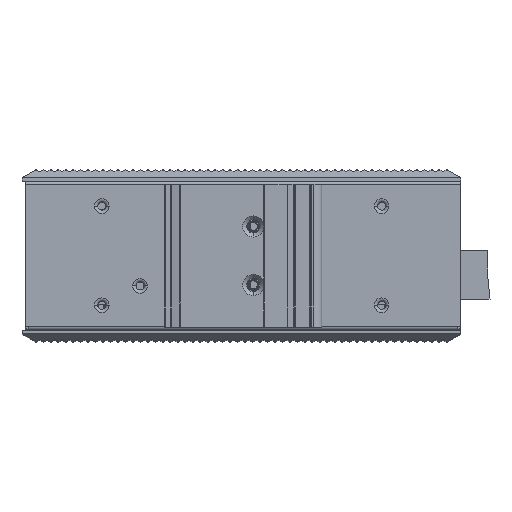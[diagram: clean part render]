
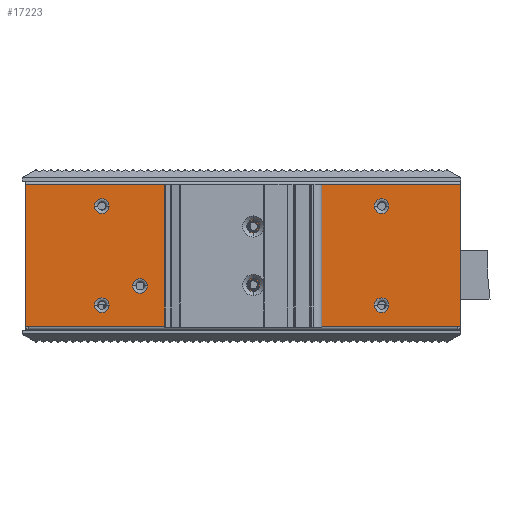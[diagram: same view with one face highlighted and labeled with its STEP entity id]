
A CAD part, top view. The second image highlights one B-rep face of the part: STEP entity #17223.
In plain terms, the highlighted planar face has unit normal (0, 0, 1).
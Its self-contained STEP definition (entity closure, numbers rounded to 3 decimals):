
#5891=DIRECTION('',(-1.,0.,0.));
#5892=VECTOR('',#5891,132.);
#5893=CARTESIAN_POINT('',(65.66,0.,46.3));
#5894=LINE('',#5893,#5892);
#5898=DIRECTION('',(1.,0.,0.));
#5899=VECTOR('',#5898,1.);
#5900=CARTESIAN_POINT('',(-67.34,0.,46.3));
#5901=LINE('',#5900,#5899);
#5905=DIRECTION('',(0.,-1.,0.));
#5906=VECTOR('',#5905,43.8);
#5907=CARTESIAN_POINT('',(-67.34,43.8,46.3));
#5908=LINE('',#5907,#5906);
#5912=DIRECTION('',(0.,1.,0.));
#5913=VECTOR('',#5912,43.8);
#5914=CARTESIAN_POINT('',(66.66,0.,46.3));
#5915=LINE('',#5914,#5913);
#5919=DIRECTION('',(1.,0.,0.));
#5920=VECTOR('',#5919,1.);
#5921=CARTESIAN_POINT('',(65.66,0.,46.3));
#5922=LINE('',#5921,#5920);
#5926=CARTESIAN_POINT('',(2.83,30.9,46.3));
#5927=DIRECTION('',(0.,0.,-1.));
#5928=DIRECTION('',(-1.,0.,0.));
#5929=AXIS2_PLACEMENT_3D('',#5926,#5927,#5928);
#5934=CARTESIAN_POINT('',(2.83,30.9,46.3));
#5935=DIRECTION('',(0.,0.,-1.));
#5936=DIRECTION('',(1.,0.,0.));
#5937=AXIS2_PLACEMENT_3D('',#5934,#5935,#5936);
#5942=CARTESIAN_POINT('',(2.83,12.9,46.3));
#5943=DIRECTION('',(0.,0.,-1.));
#5944=DIRECTION('',(-1.,0.,0.));
#5945=AXIS2_PLACEMENT_3D('',#5942,#5943,#5944);
#5950=CARTESIAN_POINT('',(2.83,12.9,46.3));
#5951=DIRECTION('',(0.,0.,-1.));
#5952=DIRECTION('',(1.,0.,0.));
#5953=AXIS2_PLACEMENT_3D('',#5950,#5951,#5952);
#5958=CARTESIAN_POINT('',(42.36,6.65,46.3));
#5959=DIRECTION('',(0.,0.,-1.));
#5960=DIRECTION('',(1.,0.,0.));
#5961=AXIS2_PLACEMENT_3D('',#5958,#5959,#5960);
#5966=CARTESIAN_POINT('',(42.36,6.65,46.3));
#5967=DIRECTION('',(0.,0.,-1.));
#5968=DIRECTION('',(-1.,0.,0.));
#5969=AXIS2_PLACEMENT_3D('',#5966,#5967,#5968);
#5974=CARTESIAN_POINT('',(42.36,37.15,46.3));
#5975=DIRECTION('',(0.,0.,-1.));
#5976=DIRECTION('',(1.,0.,0.));
#5977=AXIS2_PLACEMENT_3D('',#5974,#5975,#5976);
#5982=CARTESIAN_POINT('',(42.36,37.15,46.3));
#5983=DIRECTION('',(0.,0.,-1.));
#5984=DIRECTION('',(-1.,0.,0.));
#5985=AXIS2_PLACEMENT_3D('',#5982,#5983,#5984);
#5990=CARTESIAN_POINT('',(-43.78,6.65,46.3));
#5991=DIRECTION('',(0.,0.,-1.));
#5992=DIRECTION('',(1.,0.,0.));
#5993=AXIS2_PLACEMENT_3D('',#5990,#5991,#5992);
#5998=CARTESIAN_POINT('',(-43.78,6.65,46.3));
#5999=DIRECTION('',(0.,0.,-1.));
#6000=DIRECTION('',(-1.,0.,0.));
#6001=AXIS2_PLACEMENT_3D('',#5998,#5999,#6000);
#6006=CARTESIAN_POINT('',(-43.78,37.15,46.3));
#6007=DIRECTION('',(0.,0.,-1.));
#6008=DIRECTION('',(1.,0.,0.));
#6009=AXIS2_PLACEMENT_3D('',#6006,#6007,#6008);
#6014=CARTESIAN_POINT('',(-43.78,37.15,46.3));
#6015=DIRECTION('',(0.,0.,-1.));
#6016=DIRECTION('',(-1.,0.,0.));
#6017=AXIS2_PLACEMENT_3D('',#6014,#6015,#6016);
#6022=CARTESIAN_POINT('',(-32.,12.6,46.3));
#6023=DIRECTION('',(0.,0.,-1.));
#6024=DIRECTION('',(1.,0.,0.));
#6025=AXIS2_PLACEMENT_3D('',#6022,#6023,#6024);
#6030=CARTESIAN_POINT('',(-32.,12.6,46.3));
#6031=DIRECTION('',(0.,0.,-1.));
#6032=DIRECTION('',(-1.,0.,0.));
#6033=AXIS2_PLACEMENT_3D('',#6030,#6031,#6032);
#6137=DIRECTION('',(-1.,0.,0.));
#6138=VECTOR('',#6137,134.);
#6139=CARTESIAN_POINT('',(66.66,43.8,46.3));
#6140=LINE('',#6139,#6138);
#12230=CARTESIAN_POINT('',(66.66,0.,46.3));
#12232=VERTEX_POINT('',#12230);
#12233=CARTESIAN_POINT('',(65.66,0.,46.3));
#12234=VERTEX_POINT('',#12233);
#12236=CARTESIAN_POINT('',(-67.34,0.,46.3));
#12238=VERTEX_POINT('',#12236);
#12239=CARTESIAN_POINT('',(-66.34,0.,46.3));
#12240=VERTEX_POINT('',#12239);
#12257=CARTESIAN_POINT('',(66.66,43.8,46.3));
#12258=CARTESIAN_POINT('',(-67.34,43.8,46.3));
#12259=VERTEX_POINT('',#12257);
#12260=VERTEX_POINT('',#12258);
#12295=CARTESIAN_POINT('',(1.33,30.9,46.3));
#12296=CARTESIAN_POINT('',(4.33,30.9,46.3));
#12297=VERTEX_POINT('',#12295);
#12298=VERTEX_POINT('',#12296);
#12303=CARTESIAN_POINT('',(1.33,12.9,46.3));
#12304=CARTESIAN_POINT('',(4.33,12.9,46.3));
#12305=VERTEX_POINT('',#12303);
#12306=VERTEX_POINT('',#12304);
#13851=CARTESIAN_POINT('',(44.61,6.65,46.3));
#13852=CARTESIAN_POINT('',(40.11,6.65,46.3));
#13853=VERTEX_POINT('',#13851);
#13854=VERTEX_POINT('',#13852);
#13871=CARTESIAN_POINT('',(44.61,37.15,46.3));
#13872=CARTESIAN_POINT('',(40.11,37.15,46.3));
#13873=VERTEX_POINT('',#13871);
#13874=VERTEX_POINT('',#13872);
#13891=CARTESIAN_POINT('',(-41.53,6.65,46.3));
#13892=CARTESIAN_POINT('',(-46.03,6.65,46.3));
#13893=VERTEX_POINT('',#13891);
#13894=VERTEX_POINT('',#13892);
#13911=CARTESIAN_POINT('',(-41.53,37.15,46.3));
#13912=CARTESIAN_POINT('',(-46.03,37.15,46.3));
#13913=VERTEX_POINT('',#13911);
#13914=VERTEX_POINT('',#13912);
#14119=CARTESIAN_POINT('',(-29.75,12.6,46.3));
#14120=CARTESIAN_POINT('',(-34.25,12.6,46.3));
#14121=VERTEX_POINT('',#14119);
#14122=VERTEX_POINT('',#14120);
#17165=CARTESIAN_POINT('',(-66.34,0.,46.3));
#17166=DIRECTION('',(0.,0.,-1.));
#17167=DIRECTION('',(-1.,0.,0.));
#17168=AXIS2_PLACEMENT_3D('',#17165,#17166,#17167);
#17169=PLANE('',#17168);
#17170=ORIENTED_EDGE('',*,*,#17158,.T.);
#17171=ORIENTED_EDGE('',*,*,#15143,.F.);
#17173=ORIENTED_EDGE('',*,*,#17172,.F.);
#17175=ORIENTED_EDGE('',*,*,#17174,.F.);
#17177=ORIENTED_EDGE('',*,*,#17176,.F.);
#17178=ORIENTED_EDGE('',*,*,#15215,.F.);
#17179=EDGE_LOOP('',(#17170,#17171,#17173,#17175,#17177,#17178));
#17180=FACE_OUTER_BOUND('',#17179,.F.);
#17182=ORIENTED_EDGE('',*,*,#17181,.F.);
#17184=ORIENTED_EDGE('',*,*,#17183,.F.);
#17185=EDGE_LOOP('',(#17182,#17184));
#17186=FACE_BOUND('',#17185,.F.);
#17188=ORIENTED_EDGE('',*,*,#17187,.F.);
#17190=ORIENTED_EDGE('',*,*,#17189,.F.);
#17191=EDGE_LOOP('',(#17188,#17190));
#17192=FACE_BOUND('',#17191,.F.);
#17194=ORIENTED_EDGE('',*,*,#17193,.F.);
#17196=ORIENTED_EDGE('',*,*,#17195,.F.);
#17197=EDGE_LOOP('',(#17194,#17196));
#17198=FACE_BOUND('',#17197,.F.);
#17200=ORIENTED_EDGE('',*,*,#17199,.F.);
#17202=ORIENTED_EDGE('',*,*,#17201,.F.);
#17203=EDGE_LOOP('',(#17200,#17202));
#17204=FACE_BOUND('',#17203,.F.);
#17206=ORIENTED_EDGE('',*,*,#17205,.F.);
#17208=ORIENTED_EDGE('',*,*,#17207,.F.);
#17209=EDGE_LOOP('',(#17206,#17208));
#17210=FACE_BOUND('',#17209,.F.);
#17212=ORIENTED_EDGE('',*,*,#17211,.F.);
#17214=ORIENTED_EDGE('',*,*,#17213,.F.);
#17215=EDGE_LOOP('',(#17212,#17214));
#17216=FACE_BOUND('',#17215,.F.);
#17218=ORIENTED_EDGE('',*,*,#17217,.F.);
#17220=ORIENTED_EDGE('',*,*,#17219,.F.);
#17221=EDGE_LOOP('',(#17218,#17220));
#17222=FACE_BOUND('',#17221,.F.);
#5930=CIRCLE('',#5929,1.5);
#5938=CIRCLE('',#5937,1.5);
#5946=CIRCLE('',#5945,1.5);
#5954=CIRCLE('',#5953,1.5);
#5962=CIRCLE('',#5961,2.25);
#5970=CIRCLE('',#5969,2.25);
#5978=CIRCLE('',#5977,2.25);
#5986=CIRCLE('',#5985,2.25);
#5994=CIRCLE('',#5993,2.25);
#6002=CIRCLE('',#6001,2.25);
#6010=CIRCLE('',#6009,2.25);
#6018=CIRCLE('',#6017,2.25);
#6026=CIRCLE('',#6025,2.25);
#6034=CIRCLE('',#6033,2.25);
#15143=EDGE_CURVE('',#12238,#12240,#5901,.T.);
#15215=EDGE_CURVE('',#12234,#12232,#5922,.T.);
#17158=EDGE_CURVE('',#12234,#12240,#5894,.T.);
#17172=EDGE_CURVE('',#12260,#12238,#5908,.T.);
#17174=EDGE_CURVE('',#12259,#12260,#6140,.T.);
#17176=EDGE_CURVE('',#12232,#12259,#5915,.T.);
#17181=EDGE_CURVE('',#12297,#12298,#5930,.T.);
#17183=EDGE_CURVE('',#12298,#12297,#5938,.T.);
#17187=EDGE_CURVE('',#12305,#12306,#5946,.T.);
#17189=EDGE_CURVE('',#12306,#12305,#5954,.T.);
#17193=EDGE_CURVE('',#13853,#13854,#5962,.T.);
#17195=EDGE_CURVE('',#13854,#13853,#5970,.T.);
#17199=EDGE_CURVE('',#13873,#13874,#5978,.T.);
#17201=EDGE_CURVE('',#13874,#13873,#5986,.T.);
#17205=EDGE_CURVE('',#13893,#13894,#5994,.T.);
#17207=EDGE_CURVE('',#13894,#13893,#6002,.T.);
#17211=EDGE_CURVE('',#13913,#13914,#6010,.T.);
#17213=EDGE_CURVE('',#13914,#13913,#6018,.T.);
#17217=EDGE_CURVE('',#14121,#14122,#6026,.T.);
#17219=EDGE_CURVE('',#14122,#14121,#6034,.T.);
#17223=ADVANCED_FACE('',(#17180,#17186,#17192,#17198,#17204,#17210,#17216,
#17222),#17169,.F.);
